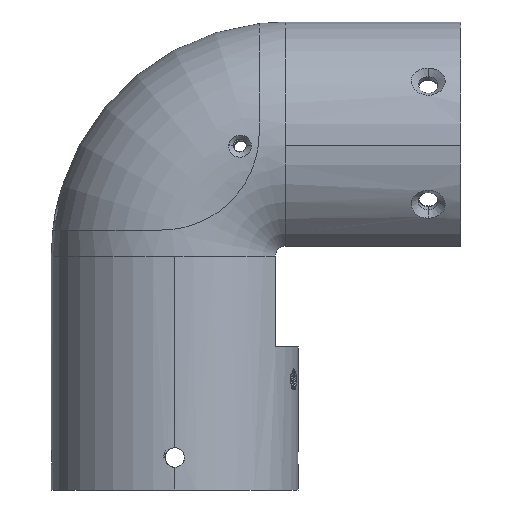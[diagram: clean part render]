
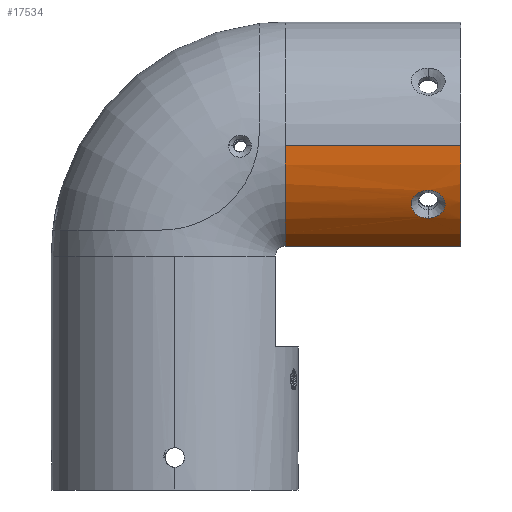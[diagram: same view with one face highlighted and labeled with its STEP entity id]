
A CAD part, front view. The second image highlights one B-rep face of the part: STEP entity #17534.
In plain terms, the highlighted cylindrical face has radius 19 mm (diameter 38 mm), a partial arc.
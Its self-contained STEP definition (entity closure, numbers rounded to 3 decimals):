
#465 = ORIENTED_EDGE ( 'NONE', *, *, #3137, .F. ) ;
#666 = CARTESIAN_POINT ( 'NONE',  ( 58.444, 19.725, 43.195 ) ) ;
#1561 = CARTESIAN_POINT ( 'NONE',  ( 55.986, 20.629, 41.831 ) ) ;
#1644 = CARTESIAN_POINT ( 'NONE',  ( 53.53, 18.946, 44.623 ) ) ;
#1723 = CARTESIAN_POINT ( 'NONE',  ( 53.387, 19.24, 44.049 ) ) ;
#2096 = CARTESIAN_POINT ( 'NONE',  ( 34., 36., 53. ) ) ;
#2139 = ORIENTED_EDGE ( 'NONE', *, *, #17770, .T. ) ;
#2168 = AXIS2_PLACEMENT_3D ( 'NONE', #2096, #23567, #9945 ) ;
#2607 = CARTESIAN_POINT ( 'NONE',  ( 56.801, 18.333, 46.008 ) ) ;
#2688 = CARTESIAN_POINT ( 'NONE',  ( 58.586, 19.401, 43.753 ) ) ;
#2782 = CARTESIAN_POINT ( 'NONE',  ( 58.568, 19.484, 43.607 ) ) ;
#3125 = AXIS2_PLACEMENT_3D ( 'NONE', #13997, #17828, #8428 ) ;
#3137 = EDGE_CURVE ( 'NONE', #10249, #18217, #8916, .T. ) ;
#3306 = VERTEX_POINT ( 'NONE', #6914 ) ;
#3589 = CARTESIAN_POINT ( 'NONE',  ( 55.172, 20.56, 41.927 ) ) ;
#4481 = CARTESIAN_POINT ( 'NONE',  ( 56.642, 18.317, 46.049 ) ) ;
#4653 = CARTESIAN_POINT ( 'NONE',  ( 55.986, 18.29, 46.119 ) ) ;
#4729 = CARTESIAN_POINT ( 'NONE',  ( 57.266, 20.457, 42.072 ) ) ;
#4978 = B_SPLINE_CURVE_WITH_KNOTS ( 'NONE', 3,
 ( #8359, #21902, #14094, #23672, #8279, #4729, #12242, #14349, #15972, #10297, #20023, #666, #10465, #2782, #2688, #14176, #10385, #16311, #19857, #8614, #18254, #6677, #21819, #2607, #4481, #12156, #12328, #4653 ),
 .UNSPECIFIED., .F., .F.,
 ( 4, 2, 2, 2, 2, 2, 2, 2, 2, 2, 2, 2, 2, 4 ),
 ( 0.002, 0.002, 0.003, 0.004, 0.004, 0.005, 0.005, 0.006, 0.006, 0.007, 0.007, 0.008, 0.009, 0.009 ),
 .UNSPECIFIED. ) ;
#5054 = CARTESIAN_POINT ( 'NONE',  ( 34., 17., 53. ) ) ;
#5215 = VECTOR ( 'NONE', #14967, 1000. ) ;
#5377 = CARTESIAN_POINT ( 'NONE',  ( 54.435, 18.469, 45.673 ) ) ;
#6167 = CARTESIAN_POINT ( 'NONE',  ( 55.986, 18.29, 46.119 ) ) ;
#6365 = ORIENTED_EDGE ( 'NONE', *, *, #15615, .F. ) ;
#6611 = VERTEX_POINT ( 'NONE', #6167 ) ;
#6677 = CARTESIAN_POINT ( 'NONE',  ( 57.551, 18.464, 45.682 ) ) ;
#6864 = CARTESIAN_POINT ( 'NONE',  ( 55.986, 20.629, 41.831 ) ) ;
#6914 = CARTESIAN_POINT ( 'NONE',  ( 34., 25., 37.508 ) ) ;
#7241 = CARTESIAN_POINT ( 'NONE',  ( 55.821, 20.629, 41.831 ) ) ;
#7403 = CARTESIAN_POINT ( 'NONE',  ( 53.404, 19.48, 43.614 ) ) ;
#7468 = CARTESIAN_POINT ( 'NONE',  ( 61., 17., 53. ) ) ;
#8074 = FACE_BOUND ( 'NONE', #24765, .T. ) ;
#8174 = ORIENTED_EDGE ( 'NONE', *, *, #9324, .F. ) ;
#8263 = DIRECTION ( 'NONE',  ( 0., 1., 0. ) ) ;
#8279 = CARTESIAN_POINT ( 'NONE',  ( 56.8, 20.56, 41.927 ) ) ;
#8322 = EDGE_CURVE ( 'NONE', #3306, #18217, #13648, .T. ) ;
#8359 = CARTESIAN_POINT ( 'NONE',  ( 55.986, 20.629, 41.831 ) ) ;
#8428 = DIRECTION ( 'NONE',  ( 0., 1., 0. ) ) ;
#8614 = CARTESIAN_POINT ( 'NONE',  ( 58.029, 18.647, 45.261 ) ) ;
#8916 = CIRCLE ( 'NONE', #12436, 19. ) ;
#8934 = CARTESIAN_POINT ( 'NONE',  ( 55.821, 18.29, 46.119 ) ) ;
#9174 = CARTESIAN_POINT ( 'NONE',  ( 54.054, 20.169, 42.493 ) ) ;
#9324 = EDGE_CURVE ( 'NONE', #6611, #22207, #13884, .T. ) ;
#9330 = CARTESIAN_POINT ( 'NONE',  ( 54.058, 18.596, 45.377 ) ) ;
#9945 = DIRECTION ( 'NONE',  ( 0., 1., 0. ) ) ;
#9947 = DIRECTION ( 'NONE',  ( 1., 0., 0. ) ) ;
#10176 = FACE_OUTER_BOUND ( 'NONE', #11110, .T. ) ;
#10249 = VERTEX_POINT ( 'NONE', #7468 ) ;
#10297 = CARTESIAN_POINT ( 'NONE',  ( 58.221, 19.959, 42.816 ) ) ;
#10385 = CARTESIAN_POINT ( 'NONE',  ( 58.514, 19.014, 44.481 ) ) ;
#10465 = CARTESIAN_POINT ( 'NONE',  ( 58.496, 19.645, 43.328 ) ) ;
#11036 = CARTESIAN_POINT ( 'NONE',  ( 53.666, 18.816, 44.892 ) ) ;
#11110 = EDGE_LOOP ( 'NONE', ( #21849, #2139, #12586, #465 ) ) ;
#11118 = CARTESIAN_POINT ( 'NONE',  ( 54.717, 18.404, 45.833 ) ) ;
#11147 = VERTEX_POINT ( 'NONE', #5054 ) ;
#11268 = CARTESIAN_POINT ( 'NONE',  ( 53.942, 20.1, 42.598 ) ) ;
#11669 = CIRCLE ( 'NONE', #3125, 19. ) ;
#12156 = CARTESIAN_POINT ( 'NONE',  ( 56.318, 18.295, 46.105 ) ) ;
#12242 = CARTESIAN_POINT ( 'NONE',  ( 57.549, 20.358, 42.213 ) ) ;
#12328 = CARTESIAN_POINT ( 'NONE',  ( 56.151, 18.29, 46.119 ) ) ;
#12436 = AXIS2_PLACEMENT_3D ( 'NONE', #21727, #9947, #8263 ) ;
#12586 = ORIENTED_EDGE ( 'NONE', *, *, #8322, .T. ) ;
#13038 = CARTESIAN_POINT ( 'NONE',  ( 53.747, 19.956, 42.821 ) ) ;
#13116 = CARTESIAN_POINT ( 'NONE',  ( 53.948, 18.645, 45.266 ) ) ;
#13197 = CARTESIAN_POINT ( 'NONE',  ( 55.333, 20.586, 41.891 ) ) ;
#13282 = CARTESIAN_POINT ( 'NONE',  ( 55.658, 18.295, 46.105 ) ) ;
#13648 = LINE ( 'NONE', #24541, #5215 ) ;
#13884 = B_SPLINE_CURVE_WITH_KNOTS ( 'NONE', 3,
 ( #20527, #8934, #13282, #22717, #20855, #15000, #11118, #5377, #20933, #9330, #13116, #24800, #11036, #1644, #22792, #15162, #1723, #24725, #7403, #18902, #22875, #21019, #13038, #11268, #9174, #14922, #24579, #3589, #13197, #22951, #7241, #1561 ),
 .UNSPECIFIED., .F., .F.,
 ( 4, 2, 2, 2, 2, 2, 2, 2, 2, 2, 2, 2, 2, 2, 2, 4 ),
 ( 0.009, 0.01, 0.01, 0.011, 0.011, 0.012, 0.012, 0.013, 0.013, 0.014, 0.014, 0.015, 0.015, 0.016, 0.017, 0.017 ),
 .UNSPECIFIED. ) ;
#13997 = CARTESIAN_POINT ( 'NONE',  ( 34., 36., 53. ) ) ;
#14094 = CARTESIAN_POINT ( 'NONE',  ( 56.318, 20.62, 41.843 ) ) ;
#14176 = CARTESIAN_POINT ( 'NONE',  ( 58.587, 19.165, 44.186 ) ) ;
#14349 = CARTESIAN_POINT ( 'NONE',  ( 57.917, 20.17, 42.492 ) ) ;
#14922 = CARTESIAN_POINT ( 'NONE',  ( 54.42, 20.356, 42.215 ) ) ;
#14967 = DIRECTION ( 'NONE',  ( 1., 0., 0. ) ) ;
#15000 = CARTESIAN_POINT ( 'NONE',  ( 54.864, 18.377, 45.899 ) ) ;
#15162 = CARTESIAN_POINT ( 'NONE',  ( 53.405, 19.163, 44.193 ) ) ;
#15265 = VECTOR ( 'NONE', #16002, 1000. ) ;
#15615 = EDGE_CURVE ( 'NONE', #22207, #6611, #4978, .T. ) ;
#15972 = CARTESIAN_POINT ( 'NONE',  ( 58.027, 20.103, 42.594 ) ) ;
#16002 = DIRECTION ( 'NONE',  ( 1., 0., 0. ) ) ;
#16311 = CARTESIAN_POINT ( 'NONE',  ( 58.309, 18.819, 44.887 ) ) ;
#17534 = ADVANCED_FACE ( 'NONE', ( #10176, #8074 ), #21990, .T. ) ;
#17770 = EDGE_CURVE ( 'NONE', #11147, #3306, #11669, .T. ) ;
#17775 = CARTESIAN_POINT ( 'NONE',  ( 61., 25., 37.508 ) ) ;
#17828 = DIRECTION ( 'NONE',  ( 1., 0., 0. ) ) ;
#18217 = VERTEX_POINT ( 'NONE', #17775 ) ;
#18254 = CARTESIAN_POINT ( 'NONE',  ( 57.919, 18.598, 45.373 ) ) ;
#18902 = CARTESIAN_POINT ( 'NONE',  ( 53.474, 19.641, 43.335 ) ) ;
#19857 = CARTESIAN_POINT ( 'NONE',  ( 58.224, 18.757, 45.018 ) ) ;
#20023 = CARTESIAN_POINT ( 'NONE',  ( 58.307, 19.882, 42.938 ) ) ;
#20433 = LINE ( 'NONE', #22939, #15265 ) ;
#20527 = CARTESIAN_POINT ( 'NONE',  ( 55.986, 18.29, 46.119 ) ) ;
#20599 = EDGE_CURVE ( 'NONE', #11147, #10249, #20433, .T. ) ;
#20855 = CARTESIAN_POINT ( 'NONE',  ( 55.172, 18.333, 46.008 ) ) ;
#20933 = CARTESIAN_POINT ( 'NONE',  ( 54.301, 18.508, 45.58 ) ) ;
#21019 = CARTESIAN_POINT ( 'NONE',  ( 53.664, 19.88, 42.942 ) ) ;
#21727 = CARTESIAN_POINT ( 'NONE',  ( 61., 36., 53. ) ) ;
#21819 = CARTESIAN_POINT ( 'NONE',  ( 57.266, 18.399, 45.844 ) ) ;
#21849 = ORIENTED_EDGE ( 'NONE', *, *, #20599, .F. ) ;
#21902 = CARTESIAN_POINT ( 'NONE',  ( 56.152, 20.629, 41.831 ) ) ;
#21990 = CYLINDRICAL_SURFACE ( 'NONE', #2168, 19. ) ;
#22207 = VERTEX_POINT ( 'NONE', #6864 ) ;
#22717 = CARTESIAN_POINT ( 'NONE',  ( 55.333, 18.317, 46.05 ) ) ;
#22792 = CARTESIAN_POINT ( 'NONE',  ( 53.476, 19.016, 44.482 ) ) ;
#22875 = CARTESIAN_POINT ( 'NONE',  ( 53.526, 19.721, 43.201 ) ) ;
#22939 = CARTESIAN_POINT ( 'NONE',  ( 34., 17., 53. ) ) ;
#22951 = CARTESIAN_POINT ( 'NONE',  ( 55.657, 20.621, 41.843 ) ) ;
#23567 = DIRECTION ( 'NONE',  ( 1., 0., 0. ) ) ;
#23672 = CARTESIAN_POINT ( 'NONE',  ( 56.641, 20.586, 41.891 ) ) ;
#24541 = CARTESIAN_POINT ( 'NONE',  ( 34., 25., 37.508 ) ) ;
#24579 = CARTESIAN_POINT ( 'NONE',  ( 54.708, 20.457, 42.071 ) ) ;
#24725 = CARTESIAN_POINT ( 'NONE',  ( 53.386, 19.398, 43.76 ) ) ;
#24765 = EDGE_LOOP ( 'NONE', ( #6365, #8174 ) ) ;
#24800 = CARTESIAN_POINT ( 'NONE',  ( 53.751, 18.756, 45.022 ) ) ;
